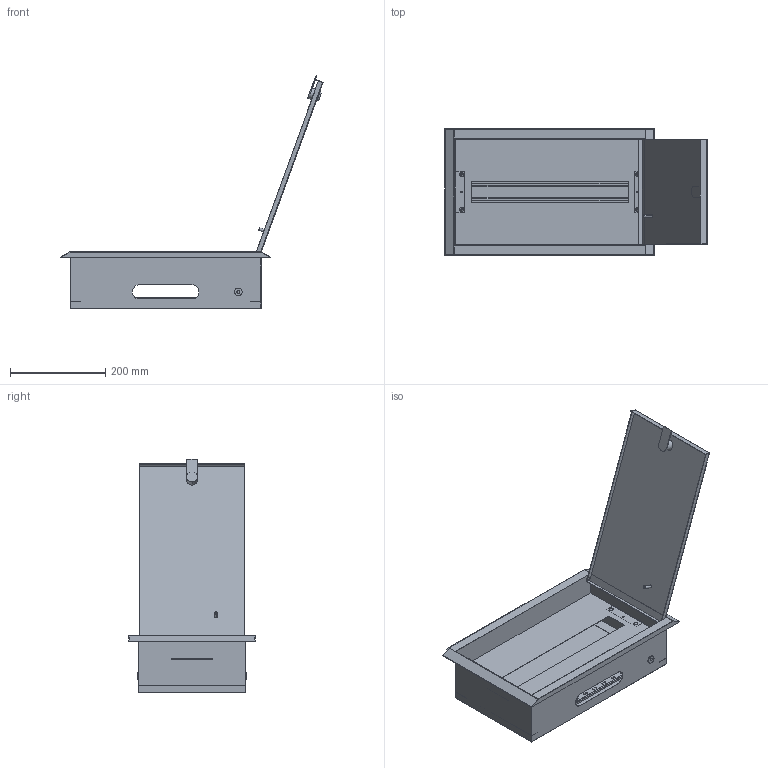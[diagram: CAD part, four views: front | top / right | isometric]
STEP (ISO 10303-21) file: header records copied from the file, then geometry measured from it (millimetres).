
FILE_DESCRIPTION (( 'STEP AP214' ), '1' );
FILE_NAME ('ShRV_Trend_18.STEP', '2016-08-31T06:21:07', ( 'user' ), ( '' ), 'SwSTEP 2.0', 'SolidWorks 2014', '' );
FILE_SCHEMA (( 'AUTOMOTIVE_DESIGN' ));
Length unit declared in the file: millimetre
Products named in the file (7): Panel TREND_剞ｭ-18.1; DIN-Reika_2; Reika_TREND_016.00.08-01; Dver_TREND_18; Obolochka_TREND_TREND-18; ShRV_Trend_18; SC GOST 17473_gost_‚¨­â A.M5x10 ƒŽ‘’ 17473-80
Assembly tree (13 placements, depth 2):
  ShRV_Trend_18
    Obolochka_TREND_TREND-18
    Dver_TREND_18
    Reika_TREND_016.00.08-01
    DIN-Reika_2
    Panel TREND_剞ｭ-18.1
    SC GOST 17473_gost_‚¨­â A.M5x10 ƒŽ‘’ 17473-80  x8
Bounding box: 550.67 x 265 x 491.48 mm (x, y, z)
Volume: 421292 mm3; surface area: 980847.4 mm2
Topology: 15 solids, 15 shells, 470 faces, 1208 edges, 788 vertices
Faces by surface type: plane 274, cylinder 176, sphere 16, cone 4
Entity records: 13234 total; most frequent: DIRECTION 2268, CARTESIAN_POINT 2209, ORIENTED_EDGE 2164, EDGE_CURVE 1082, AXIS2_PLACEMENT_3D 763, VECTOR 742, LINE 742, VERTEX_POINT 704
